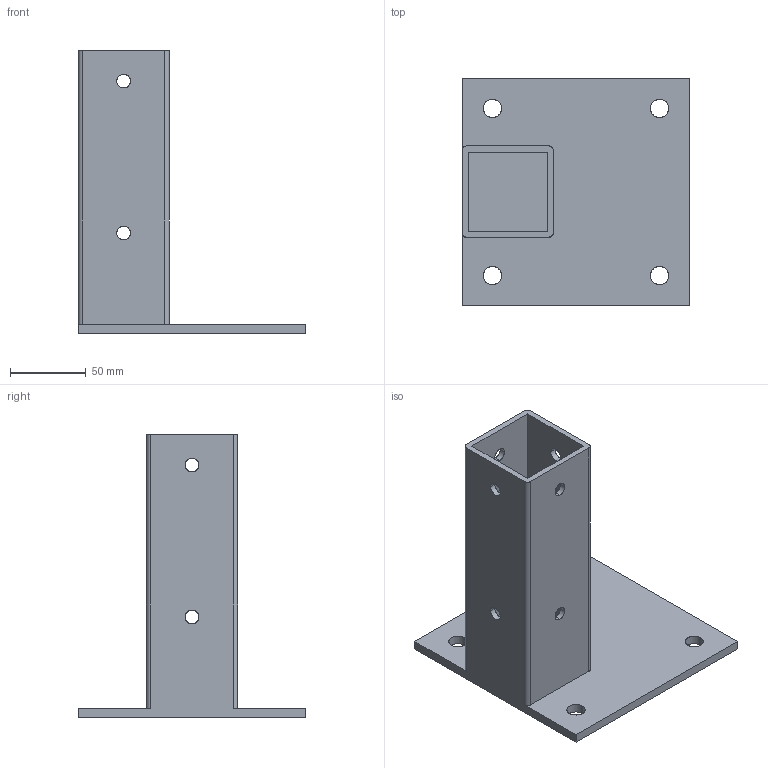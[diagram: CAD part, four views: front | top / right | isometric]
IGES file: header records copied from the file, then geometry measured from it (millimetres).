
Start section: SolidWorks IGES file using analytic representation for surfaces
Global section: file name: A47-34.IGS; native system: SolidWorks 2007; preprocessor: SolidWorks 2007; author: jean; date: 170330.095356; units: millimetre
Bounding box: 150 x 150 x 186 mm (x, y, z)
Surface area: 128199.8 mm2 (no closed solid volume)
Topology: 0 solids, 0 shells, 43 faces, 1016 edges, 1016 vertices
Faces by surface type: revolution 28, bspline 15
